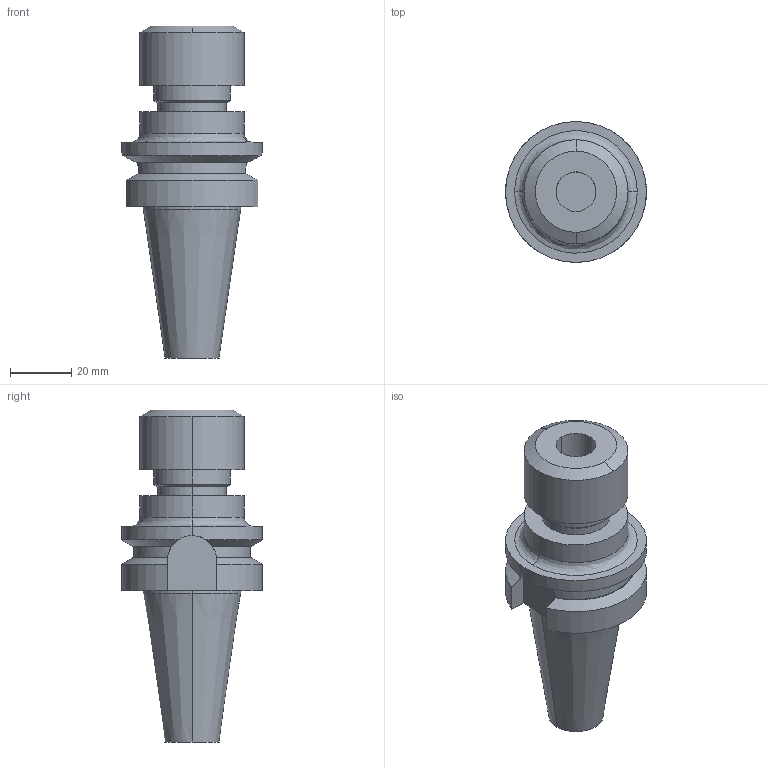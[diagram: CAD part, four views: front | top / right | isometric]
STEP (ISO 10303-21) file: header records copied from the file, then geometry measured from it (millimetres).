
FILE_DESCRIPTION (( 'STEP AP203' ), '1' );
FILE_NAME ('STP-25.122.20.060.STEP', '2017-03-21T05:52:08', ( '' ), ( '' ), 'SwSTEP 2.0', 'SolidWorks 2015', '' );
FILE_SCHEMA (( 'CONFIG_CONTROL_DESIGN' ));
Length unit declared in the file: millimetre
Products named in the file (1): STP-25.122.20.060
Bounding box: 46 x 46 x 108.4 mm (x, y, z)
Volume: 76348.2 mm3; surface area: 17295.2 mm2
Topology: 1 solids, 1 shells, 62 faces, 147 edges, 94 vertices
Faces by surface type: cylinder 27, plane 20, cone 13, bspline 2
Entity records: 2124 total; most frequent: CARTESIAN_POINT 618, DIRECTION 308, ORIENTED_EDGE 290, EDGE_CURVE 145, AXIS2_PLACEMENT_3D 126, VERTEX_POINT 94, EDGE_LOOP 71, CIRCLE 65
